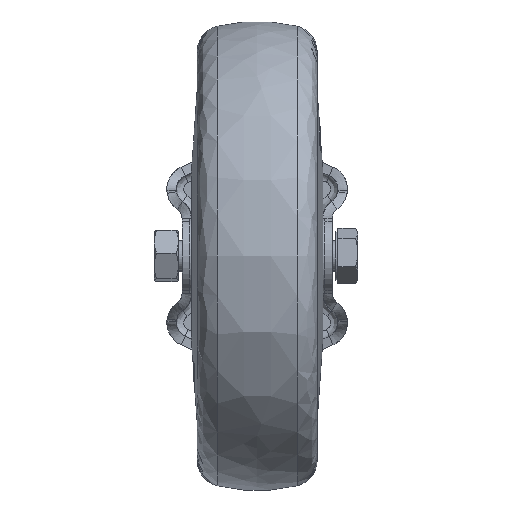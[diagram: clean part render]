
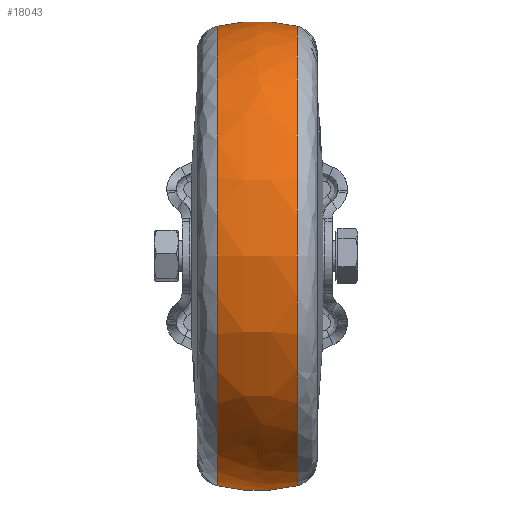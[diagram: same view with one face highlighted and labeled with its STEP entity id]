
A CAD part, front view. The second image highlights one B-rep face of the part: STEP entity #18043.
In plain terms, the highlighted free-form (B-spline) face has degree [3, 3] with [4, 4] control points.
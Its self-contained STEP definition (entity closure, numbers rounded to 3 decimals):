
#91 = DIRECTION ( 'NONE',  ( 0., 0., 1. ) ) ;
#1538 = CARTESIAN_POINT ( 'NONE',  ( -10.658, 0., 61.22 ) ) ;
#3302 = CIRCLE ( 'NONE', #37874, 45. ) ;
#5421 = EDGE_CURVE ( 'NONE', #49649, #29428, #23545, .T. ) ;
#5690 = DIRECTION ( 'NONE',  ( -1., 0., 0. ) ) ;
#5845 = CARTESIAN_POINT ( 'NONE',  ( -10.658, 0., -61.22 ) ) ;
#6043 = CARTESIAN_POINT ( 'NONE',  ( -3.621, -125.87, -62.935 ) ) ;
#8516 = ORIENTED_EDGE ( 'NONE', *, *, #32677, .T. ) ;
#9204 = VERTEX_POINT ( 'NONE', #55505 ) ;
#10568 = CARTESIAN_POINT ( 'NONE',  ( -3.621, 0., 62.935 ) ) ;
#13377 = VERTEX_POINT ( 'NONE', #17703 ) ;
#15067 = CARTESIAN_POINT ( 'NONE',  ( 3.621, -125.87, -62.935 ) ) ;
#15812 = ORIENTED_EDGE ( 'NONE', *, *, #48742, .F. ) ;
#16806 = DIRECTION ( 'NONE',  ( 0., -1., 0. ) ) ;
#17703 = CARTESIAN_POINT ( 'NONE',  ( -10.658, 0., -61.22 ) ) ;
#17842 = ORIENTED_EDGE ( 'NONE', *, *, #5421, .T. ) ;
#18043 = ADVANCED_FACE ( 'NONE', ( #28992 ), #29027, .T. ) ;
#19156 = EDGE_CURVE ( 'NONE', #9204, #13377, #33756, .T. ) ;
#19465 = CARTESIAN_POINT ( 'NONE',  ( 3.621, 0., 62.935 ) ) ;
#22208 = CARTESIAN_POINT ( 'NONE',  ( 0., 0., 17.5 ) ) ;
#23545 = CIRCLE ( 'NONE', #44493, 61.22 ) ;
#23878 = CARTESIAN_POINT ( 'NONE',  ( 10.658, -122.439, -61.22 ) ) ;
#26639 = DIRECTION ( 'NONE',  ( 0., 0., 1. ) ) ;
#26696 = DIRECTION ( 'NONE',  ( 1., 0., 0. ) ) ;
#26877 = AXIS2_PLACEMENT_3D ( 'NONE', #52601, #26696, #91 ) ;
#28116 = CARTESIAN_POINT ( 'NONE',  ( -10.658, -122.439, 61.22 ) ) ;
#28313 = CARTESIAN_POINT ( 'NONE',  ( 10.658, 0., 61.22 ) ) ;
#28586 = CARTESIAN_POINT ( 'NONE',  ( 10.658, 0., 61.22 ) ) ;
#28992 = FACE_OUTER_BOUND ( 'NONE', #31451, .T. ) ;
#29027 =( BOUNDED_SURFACE ( )  B_SPLINE_SURFACE ( 3, 3, ( 
 ( #5845, #53984, #28116, #1538 ),
 ( #32491, #6043, #36834, #10568 ),
 ( #41156, #15067, #45495, #19465 ),
 ( #49822, #23878, #54172, #28313 ) ),
 .UNSPECIFIED., .F., .F., .F. ) 
 B_SPLINE_SURFACE_WITH_KNOTS ( ( 4, 4 ),
 ( 4, 4 ),
 ( 0., 1. ),
 ( 0., 1. ),
 .UNSPECIFIED. ) 
 GEOMETRIC_REPRESENTATION_ITEM ( )  RATIONAL_B_SPLINE_SURFACE ( (
 ( 1., 0.333, 0.333, 1.),
 ( 0.981, 0.327, 0.327, 0.981),
 ( 0.981, 0.327, 0.327, 0.981),
 ( 1., 0.333, 0.333, 1.) ) ) 
 REPRESENTATION_ITEM ( '' )  SURFACE ( )  );
#29428 = VERTEX_POINT ( 'NONE', #28586 ) ;
#31451 = EDGE_LOOP ( 'NONE', ( #38816, #8516, #17842, #15812 ) ) ;
#32148 = CARTESIAN_POINT ( 'NONE',  ( 10.658, 0., 0. ) ) ;
#32491 = CARTESIAN_POINT ( 'NONE',  ( -3.621, 0., -62.935 ) ) ;
#32675 = AXIS2_PLACEMENT_3D ( 'NONE', #22208, #52540, #26639 ) ;
#32677 = EDGE_CURVE ( 'NONE', #13377, #49649, #3302, .T. ) ;
#32764 = CIRCLE ( 'NONE', #32675, 45. ) ;
#33756 = CIRCLE ( 'NONE', #26877, 61.22 ) ;
#35909 = CARTESIAN_POINT ( 'NONE',  ( 10.658, 0., -61.22 ) ) ;
#36499 = DIRECTION ( 'NONE',  ( 0., 0., 1. ) ) ;
#36834 = CARTESIAN_POINT ( 'NONE',  ( -3.621, -125.87, 62.935 ) ) ;
#37874 = AXIS2_PLACEMENT_3D ( 'NONE', #42876, #16806, #47197 ) ;
#38816 = ORIENTED_EDGE ( 'NONE', *, *, #19156, .T. ) ;
#41156 = CARTESIAN_POINT ( 'NONE',  ( 3.621, 0., -62.935 ) ) ;
#42876 = CARTESIAN_POINT ( 'NONE',  ( 0., 0., -17.5 ) ) ;
#44493 = AXIS2_PLACEMENT_3D ( 'NONE', #32148, #5690, #36499 ) ;
#45495 = CARTESIAN_POINT ( 'NONE',  ( 3.621, -125.87, 62.935 ) ) ;
#47197 = DIRECTION ( 'NONE',  ( 0., 0., -1. ) ) ;
#48742 = EDGE_CURVE ( 'NONE', #9204, #29428, #32764, .T. ) ;
#49649 = VERTEX_POINT ( 'NONE', #35909 ) ;
#49822 = CARTESIAN_POINT ( 'NONE',  ( 10.658, 0., -61.22 ) ) ;
#52540 = DIRECTION ( 'NONE',  ( 0., 1., 0. ) ) ;
#52601 = CARTESIAN_POINT ( 'NONE',  ( -10.658, 0., 0. ) ) ;
#53984 = CARTESIAN_POINT ( 'NONE',  ( -10.658, -122.439, -61.22 ) ) ;
#54172 = CARTESIAN_POINT ( 'NONE',  ( 10.658, -122.439, 61.22 ) ) ;
#55505 = CARTESIAN_POINT ( 'NONE',  ( -10.658, 0., 61.22 ) ) ;
